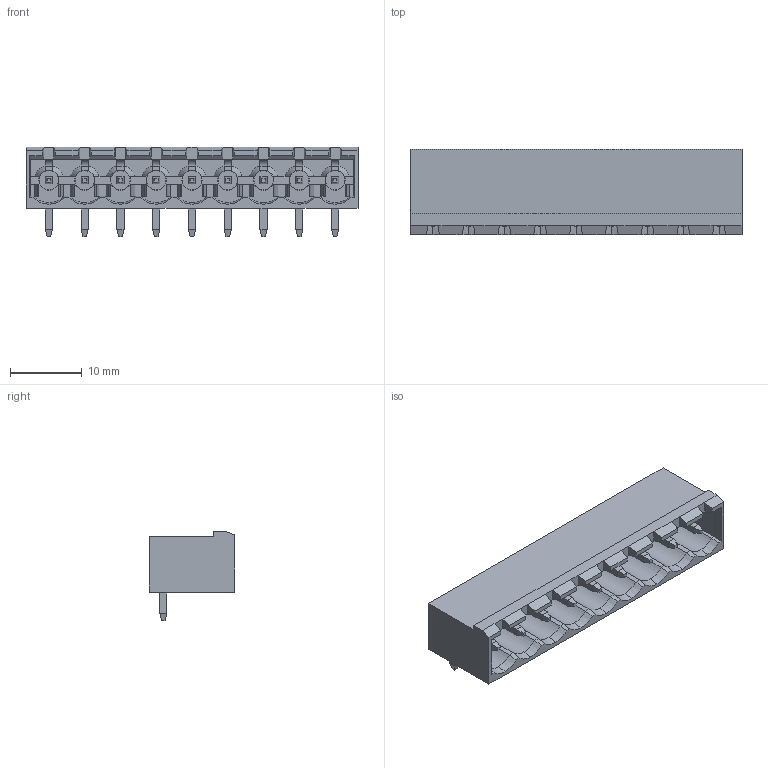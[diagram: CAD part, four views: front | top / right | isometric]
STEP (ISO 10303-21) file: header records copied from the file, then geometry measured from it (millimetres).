
FILE_DESCRIPTION(('FreeCAD Model'),'2;1');
FILE_NAME('Open CASCADE Shape Model','2024-11-18T14:28:13',(''),(''), 'Open CASCADE STEP processor 7.6','FreeCAD','Unknown');
FILE_SCHEMA(('AUTOMOTIVE_DESIGN { 1 0 10303 214 1 1 1 1 }'));
Length unit declared in the file: millimetre
Products named in the file (1): CUI_DEVICES_TBP04R12-500-09BE
Bounding box: 46.4 x 12 x 12.5 mm (x, y, z)
Volume: 1890 mm3; surface area: 3945.5 mm2
Topology: 1 solids, 1 shells, 651 faces, 1762 edges, 1122 vertices
Faces by surface type: plane 561, cone 54, cylinder 36
Entity records: 24796 total; most frequent: CARTESIAN_POINT 3950, ORIENTED_EDGE 3524, DIRECTION 3174, EDGE_CURVE 1762, LINE 1438, VECTOR 1438, VERTEX_POINT 1122, AXIS2_PLACEMENT_3D 868
